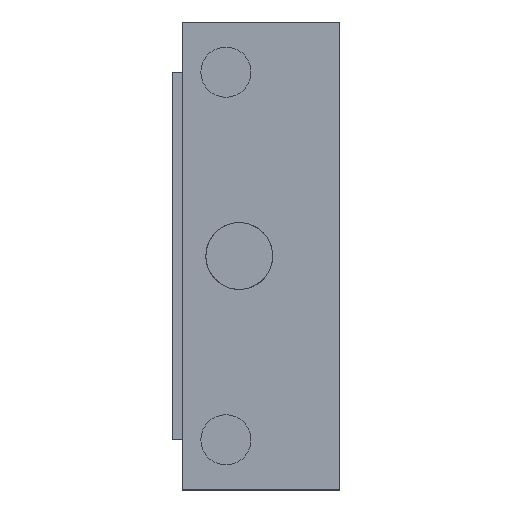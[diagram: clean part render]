
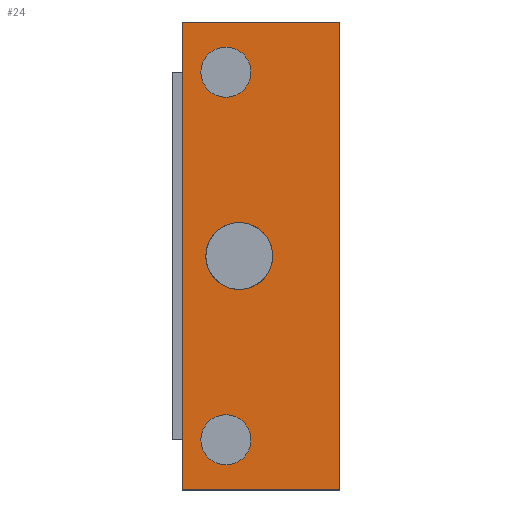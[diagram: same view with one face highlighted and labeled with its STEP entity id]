
A CAD part, left-side view. The second image highlights one B-rep face of the part: STEP entity #24.
In plain terms, the highlighted planar face has unit normal (-1, 0, 0).
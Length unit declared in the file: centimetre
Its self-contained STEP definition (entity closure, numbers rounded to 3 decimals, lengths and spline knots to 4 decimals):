
#24 = ADVANCED_FACE ( 'NONE', ( #1292, #3385, #3307, #1379 ), #2286, .F. ) ;
#33 = VECTOR ( 'NONE', #1945, 100. ) ;
#38 = CARTESIAN_POINT ( 'NONE',  ( -1.569, -0.2843, -0.7 ) ) ;
#100 = CARTESIAN_POINT ( 'NONE',  ( -1.569, 0.0557, 0.625 ) ) ;
#157 = ORIENTED_EDGE ( 'NONE', *, *, #2786, .F. ) ;
#171 = DIRECTION ( 'NONE',  ( -1., 0., 0. ) ) ;
#176 = VERTEX_POINT ( 'NONE', #265 ) ;
#265 = CARTESIAN_POINT ( 'NONE',  ( -1.569, 0.0557, -0.475 ) ) ;
#301 = VERTEX_POINT ( 'NONE', #352 ) ;
#316 = CIRCLE ( 'NONE', #400, 0.1 ) ;
#339 = VECTOR ( 'NONE', #2006, 100. ) ;
#341 = CARTESIAN_POINT ( 'NONE',  ( -1.569, 0.0157, 0. ) ) ;
#352 = CARTESIAN_POINT ( 'NONE',  ( -1.569, 0.0557, -0.625 ) ) ;
#367 = DIRECTION ( 'NONE',  ( -1., 0., 0. ) ) ;
#368 = ORIENTED_EDGE ( 'NONE', *, *, #2537, .T. ) ;
#400 = AXIS2_PLACEMENT_3D ( 'NONE', #1427, #3249, #1694 ) ;
#407 = EDGE_CURVE ( 'NONE', #176, #301, #1755, .T. ) ;
#434 = ORIENTED_EDGE ( 'NONE', *, *, #439, .F. ) ;
#439 = EDGE_CURVE ( 'NONE', #2584, #766, #454, .T. ) ;
#454 = LINE ( 'NONE', #1265, #3138 ) ;
#475 = AXIS2_PLACEMENT_3D ( 'NONE', #863, #2676, #1113 ) ;
#492 = AXIS2_PLACEMENT_3D ( 'NONE', #1911, #2945, #1560 ) ;
#596 = DIRECTION ( 'NONE',  ( 0., 0., 1. ) ) ;
#597 = ORIENTED_EDGE ( 'NONE', *, *, #1323, .F. ) ;
#747 = LINE ( 'NONE', #2975, #33 ) ;
#758 = AXIS2_PLACEMENT_3D ( 'NONE', #2018, #2536, #987 ) ;
#766 = VERTEX_POINT ( 'NONE', #2882 ) ;
#771 = CARTESIAN_POINT ( 'NONE',  ( -1.569, 0.0157, 0.1 ) ) ;
#863 = CARTESIAN_POINT ( 'NONE',  ( -1.569, 0.0557, -0.55 ) ) ;
#895 = VERTEX_POINT ( 'NONE', #38 ) ;
#907 = CIRCLE ( 'NONE', #1269, 0.075 ) ;
#967 = LINE ( 'NONE', #3304, #339 ) ;
#987 = DIRECTION ( 'NONE',  ( 0., 0., -1. ) ) ;
#1007 = VERTEX_POINT ( 'NONE', #2863 ) ;
#1018 = DIRECTION ( 'NONE',  ( 0., 0., 1. ) ) ;
#1045 = DIRECTION ( 'NONE',  ( 0., -1., 0. ) ) ;
#1048 = VERTEX_POINT ( 'NONE', #2635 ) ;
#1112 = EDGE_LOOP ( 'NONE', ( #1401, #157 ) ) ;
#1113 = DIRECTION ( 'NONE',  ( 0., 0., 1. ) ) ;
#1175 = ORIENTED_EDGE ( 'NONE', *, *, #3078, .F. ) ;
#1245 = EDGE_CURVE ( 'NONE', #1537, #1469, #316, .T. ) ;
#1265 = CARTESIAN_POINT ( 'NONE',  ( -1.569, 0.1857, -0.7 ) ) ;
#1269 = AXIS2_PLACEMENT_3D ( 'NONE', #1728, #171, #1992 ) ;
#1292 = FACE_OUTER_BOUND ( 'NONE', #2035, .T. ) ;
#1323 = EDGE_CURVE ( 'NONE', #1007, #3300, #907, .T. ) ;
#1379 = FACE_BOUND ( 'NONE', #2146, .T. ) ;
#1401 = ORIENTED_EDGE ( 'NONE', *, *, #407, .F. ) ;
#1427 = CARTESIAN_POINT ( 'NONE',  ( -1.569, 0.0157, 0. ) ) ;
#1469 = VERTEX_POINT ( 'NONE', #2834 ) ;
#1537 = VERTEX_POINT ( 'NONE', #771 ) ;
#1554 = EDGE_CURVE ( 'NONE', #766, #1048, #2410, .T. ) ;
#1560 = DIRECTION ( 'NONE',  ( 0., 0., 1. ) ) ;
#1562 = CIRCLE ( 'NONE', #1887, 0.1 ) ;
#1566 = CARTESIAN_POINT ( 'NONE',  ( -1.569, 0.1857, 0.7 ) ) ;
#1677 = ORIENTED_EDGE ( 'NONE', *, *, #1245, .F. ) ;
#1694 = DIRECTION ( 'NONE',  ( 0., 0., 1. ) ) ;
#1728 = CARTESIAN_POINT ( 'NONE',  ( -1.569, 0.0557, 0.55 ) ) ;
#1755 = CIRCLE ( 'NONE', #492, 0.075 ) ;
#1887 = AXIS2_PLACEMENT_3D ( 'NONE', #341, #2171, #596 ) ;
#1911 = CARTESIAN_POINT ( 'NONE',  ( -1.569, 0.0557, -0.55 ) ) ;
#1932 = CARTESIAN_POINT ( 'NONE',  ( -1.569, 0.0557, 0.55 ) ) ;
#1945 = DIRECTION ( 'NONE',  ( 0., 0., 1. ) ) ;
#1992 = DIRECTION ( 'NONE',  ( 0., 0., 1. ) ) ;
#2006 = DIRECTION ( 'NONE',  ( 0., -1., 0. ) ) ;
#2015 = CARTESIAN_POINT ( 'NONE',  ( -1.569, 0.1857, -0.7 ) ) ;
#2018 = CARTESIAN_POINT ( 'NONE',  ( -1.569, 0.1857, -0.7 ) ) ;
#2035 = EDGE_LOOP ( 'NONE', ( #3174, #2598, #434, #368 ) ) ;
#2146 = EDGE_LOOP ( 'NONE', ( #1677, #1175 ) ) ;
#2171 = DIRECTION ( 'NONE',  ( -1., 0., 0. ) ) ;
#2200 = DIRECTION ( 'NONE',  ( 0., 0., 1. ) ) ;
#2286 = PLANE ( 'NONE',  #758 ) ;
#2294 = EDGE_CURVE ( 'NONE', #895, #1048, #747, .T. ) ;
#2311 = CIRCLE ( 'NONE', #475, 0.075 ) ;
#2317 = AXIS2_PLACEMENT_3D ( 'NONE', #1932, #367, #2200 ) ;
#2410 = LINE ( 'NONE', #1566, #2928 ) ;
#2536 = DIRECTION ( 'NONE',  ( 1., 0., 0. ) ) ;
#2537 = EDGE_CURVE ( 'NONE', #2584, #895, #967, .T. ) ;
#2580 = ORIENTED_EDGE ( 'NONE', *, *, #2866, .F. ) ;
#2584 = VERTEX_POINT ( 'NONE', #2015 ) ;
#2598 = ORIENTED_EDGE ( 'NONE', *, *, #1554, .F. ) ;
#2635 = CARTESIAN_POINT ( 'NONE',  ( -1.569, -0.2843, 0.7 ) ) ;
#2676 = DIRECTION ( 'NONE',  ( -1., 0., 0. ) ) ;
#2786 = EDGE_CURVE ( 'NONE', #301, #176, #2311, .T. ) ;
#2834 = CARTESIAN_POINT ( 'NONE',  ( -1.569, 0.0157, -0.1 ) ) ;
#2841 = EDGE_LOOP ( 'NONE', ( #2580, #597 ) ) ;
#2863 = CARTESIAN_POINT ( 'NONE',  ( -1.569, 0.0557, 0.475 ) ) ;
#2866 = EDGE_CURVE ( 'NONE', #3300, #1007, #2897, .T. ) ;
#2882 = CARTESIAN_POINT ( 'NONE',  ( -1.569, 0.1857, 0.7 ) ) ;
#2897 = CIRCLE ( 'NONE', #2317, 0.075 ) ;
#2928 = VECTOR ( 'NONE', #1045, 100. ) ;
#2945 = DIRECTION ( 'NONE',  ( -1., 0., 0. ) ) ;
#2975 = CARTESIAN_POINT ( 'NONE',  ( -1.569, -0.2843, -0.7 ) ) ;
#3078 = EDGE_CURVE ( 'NONE', #1469, #1537, #1562, .T. ) ;
#3138 = VECTOR ( 'NONE', #1018, 100. ) ;
#3174 = ORIENTED_EDGE ( 'NONE', *, *, #2294, .T. ) ;
#3249 = DIRECTION ( 'NONE',  ( -1., 0., 0. ) ) ;
#3300 = VERTEX_POINT ( 'NONE', #100 ) ;
#3304 = CARTESIAN_POINT ( 'NONE',  ( -1.569, 0.1857, -0.7 ) ) ;
#3307 = FACE_BOUND ( 'NONE', #1112, .T. ) ;
#3385 = FACE_BOUND ( 'NONE', #2841, .T. ) ;
